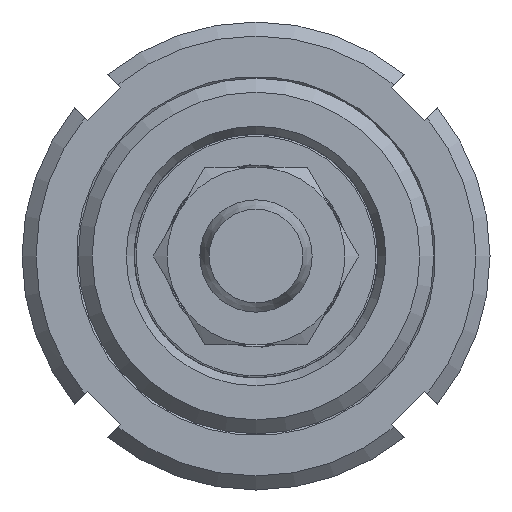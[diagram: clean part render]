
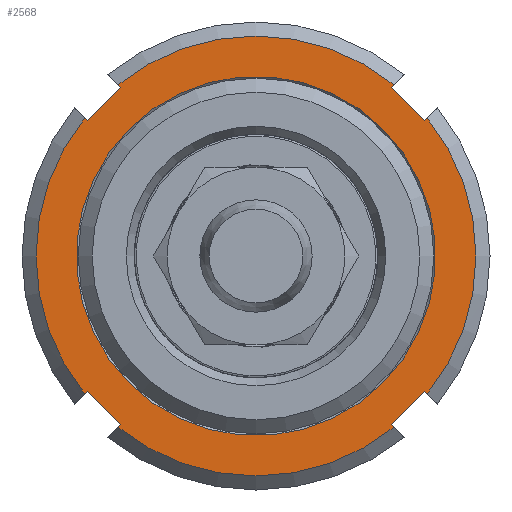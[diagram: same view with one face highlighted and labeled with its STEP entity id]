
A CAD part, front view. The second image highlights one B-rep face of the part: STEP entity #2568.
In plain terms, the highlighted face is planar.
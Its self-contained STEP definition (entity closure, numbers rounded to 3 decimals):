
#214=FACE_BOUND('',#954,.T.);
#311=LINE('',#4578,#413);
#312=LINE('',#4582,#414);
#316=LINE('',#4592,#418);
#321=LINE('',#4603,#423);
#322=LINE('',#4607,#424);
#326=LINE('',#4617,#428);
#331=LINE('',#4628,#433);
#332=LINE('',#4632,#434);
#336=LINE('',#4642,#438);
#344=LINE('',#4680,#446);
#345=LINE('',#4684,#447);
#347=LINE('',#4687,#449);
#413=VECTOR('',#3695,10.);
#414=VECTOR('',#3700,10.);
#418=VECTOR('',#3708,10.);
#423=VECTOR('',#3715,10.);
#424=VECTOR('',#3720,10.);
#428=VECTOR('',#3728,10.);
#433=VECTOR('',#3735,10.);
#434=VECTOR('',#3740,10.);
#438=VECTOR('',#3748,10.);
#446=VECTOR('',#3796,10.);
#447=VECTOR('',#3801,10.);
#449=VECTOR('',#3805,10.);
#515=PLANE('',#3025);
#683=FACE_OUTER_BOUND('',#953,.T.);
#953=EDGE_LOOP('',(#2212,#2213,#2214,#2215,#2216,#2217,#2218,#2219,#2220,
#2221,#2222,#2223,#2224,#2225,#2226,#2227));
#954=EDGE_LOOP('',(#2228));
#1113=CIRCLE('',#3015,23.5);
#1115=CIRCLE('',#3018,23.5);
#1116=CIRCLE('',#3020,23.5);
#1118=CIRCLE('',#3026,23.5);
#1119=CIRCLE('',#3027,19.188);
#1308=VERTEX_POINT('',#4575);
#1309=VERTEX_POINT('',#4577);
#1310=VERTEX_POINT('',#4581);
#1314=VERTEX_POINT('',#4590);
#1318=VERTEX_POINT('',#4600);
#1319=VERTEX_POINT('',#4602);
#1320=VERTEX_POINT('',#4606);
#1324=VERTEX_POINT('',#4615);
#1328=VERTEX_POINT('',#4625);
#1329=VERTEX_POINT('',#4627);
#1330=VERTEX_POINT('',#4631);
#1334=VERTEX_POINT('',#4640);
#1341=VERTEX_POINT('',#4667);
#1343=VERTEX_POINT('',#4677);
#1344=VERTEX_POINT('',#4679);
#1345=VERTEX_POINT('',#4683);
#1346=VERTEX_POINT('',#4690);
#1586=EDGE_CURVE('',#1309,#1308,#311,.T.);
#1588=EDGE_CURVE('',#1308,#1310,#312,.T.);
#1593=EDGE_CURVE('',#1310,#1314,#316,.T.);
#1598=EDGE_CURVE('',#1319,#1318,#321,.T.);
#1600=EDGE_CURVE('',#1318,#1320,#322,.T.);
#1605=EDGE_CURVE('',#1320,#1324,#326,.T.);
#1610=EDGE_CURVE('',#1329,#1328,#331,.T.);
#1612=EDGE_CURVE('',#1328,#1330,#332,.T.);
#1617=EDGE_CURVE('',#1330,#1334,#336,.T.);
#1631=EDGE_CURVE('',#1329,#1341,#1113,.T.);
#1633=EDGE_CURVE('',#1319,#1334,#1115,.T.);
#1634=EDGE_CURVE('',#1309,#1324,#1116,.T.);
#1637=EDGE_CURVE('',#1344,#1343,#344,.T.);
#1639=EDGE_CURVE('',#1343,#1345,#345,.T.);
#1641=EDGE_CURVE('',#1345,#1341,#347,.T.);
#1642=EDGE_CURVE('',#1344,#1314,#1118,.T.);
#1643=EDGE_CURVE('',#1346,#1346,#1119,.T.);
#2212=ORIENTED_EDGE('',*,*,#1593,.T.);
#2213=ORIENTED_EDGE('',*,*,#1642,.F.);
#2214=ORIENTED_EDGE('',*,*,#1637,.T.);
#2215=ORIENTED_EDGE('',*,*,#1639,.T.);
#2216=ORIENTED_EDGE('',*,*,#1641,.T.);
#2217=ORIENTED_EDGE('',*,*,#1631,.F.);
#2218=ORIENTED_EDGE('',*,*,#1610,.T.);
#2219=ORIENTED_EDGE('',*,*,#1612,.T.);
#2220=ORIENTED_EDGE('',*,*,#1617,.T.);
#2221=ORIENTED_EDGE('',*,*,#1633,.F.);
#2222=ORIENTED_EDGE('',*,*,#1598,.T.);
#2223=ORIENTED_EDGE('',*,*,#1600,.T.);
#2224=ORIENTED_EDGE('',*,*,#1605,.T.);
#2225=ORIENTED_EDGE('',*,*,#1634,.F.);
#2226=ORIENTED_EDGE('',*,*,#1586,.T.);
#2227=ORIENTED_EDGE('',*,*,#1588,.T.);
#2228=ORIENTED_EDGE('',*,*,#1643,.F.);
#2568=ADVANCED_FACE('',(#683,#214),#515,.F.);
#3015=AXIS2_PLACEMENT_3D('',#4668,#3780,#3781);
#3018=AXIS2_PLACEMENT_3D('',#4671,#3786,#3787);
#3020=AXIS2_PLACEMENT_3D('',#4673,#3790,#3791);
#3025=AXIS2_PLACEMENT_3D('',#4688,#3806,#3807);
#3026=AXIS2_PLACEMENT_3D('',#4689,#3808,#3809);
#3027=AXIS2_PLACEMENT_3D('',#4691,#3810,#3811);
#3695=DIRECTION('',(-1.,0.,0.));
#3700=DIRECTION('',(0.,1.,0.));
#3708=DIRECTION('',(1.,0.,0.));
#3715=DIRECTION('',(0.,1.,0.));
#3720=DIRECTION('',(1.,0.,0.));
#3728=DIRECTION('',(0.,-1.,0.));
#3735=DIRECTION('',(1.,0.,0.));
#3740=DIRECTION('',(0.,-1.,0.));
#3748=DIRECTION('',(-1.,0.,0.));
#3780=DIRECTION('center_axis',(0.,0.,-1.));
#3781=DIRECTION('ref_axis',(-1.,0.,0.));
#3786=DIRECTION('center_axis',(0.,0.,-1.));
#3787=DIRECTION('ref_axis',(-1.,0.,0.));
#3790=DIRECTION('center_axis',(0.,0.,-1.));
#3791=DIRECTION('ref_axis',(-1.,0.,0.));
#3796=DIRECTION('',(0.,-1.,0.));
#3801=DIRECTION('',(-1.,0.,0.));
#3805=DIRECTION('',(0.,1.,0.));
#3806=DIRECTION('center_axis',(0.,0.,-1.));
#3807=DIRECTION('ref_axis',(-1.,0.,0.));
#3808=DIRECTION('center_axis',(0.,0.,-1.));
#3809=DIRECTION('ref_axis',(-1.,0.,0.));
#3810=DIRECTION('center_axis',(0.,0.,1.));
#3811=DIRECTION('ref_axis',(-1.,0.,0.));
#4575=CARTESIAN_POINT('',(23.,-2.5,8.));
#4577=CARTESIAN_POINT('',(23.367,-2.5,8.));
#4578=CARTESIAN_POINT('',(14.,-2.5,8.));
#4581=CARTESIAN_POINT('',(23.,2.5,8.));
#4582=CARTESIAN_POINT('',(23.,-1.25,8.));
#4590=CARTESIAN_POINT('',(23.367,2.5,8.));
#4592=CARTESIAN_POINT('',(11.5,2.5,8.));
#4600=CARTESIAN_POINT('',(-2.5,-23.,8.));
#4602=CARTESIAN_POINT('',(-2.5,-23.367,8.));
#4603=CARTESIAN_POINT('',(-2.5,-14.,8.));
#4606=CARTESIAN_POINT('',(2.5,-23.,8.));
#4607=CARTESIAN_POINT('',(-1.25,-23.,8.));
#4615=CARTESIAN_POINT('',(2.5,-23.367,8.));
#4617=CARTESIAN_POINT('',(2.5,-11.5,8.));
#4625=CARTESIAN_POINT('',(-23.,2.5,8.));
#4627=CARTESIAN_POINT('',(-23.367,2.5,8.));
#4628=CARTESIAN_POINT('',(-14.,2.5,8.));
#4631=CARTESIAN_POINT('',(-23.,-2.5,8.));
#4632=CARTESIAN_POINT('',(-23.,1.25,8.));
#4640=CARTESIAN_POINT('',(-23.367,-2.5,8.));
#4642=CARTESIAN_POINT('',(-11.5,-2.5,8.));
#4667=CARTESIAN_POINT('',(-2.5,23.367,8.));
#4668=CARTESIAN_POINT('Origin',(0.,0.,8.));
#4671=CARTESIAN_POINT('Origin',(0.,0.,8.));
#4673=CARTESIAN_POINT('Origin',(0.,0.,8.));
#4677=CARTESIAN_POINT('',(2.5,23.,8.));
#4679=CARTESIAN_POINT('',(2.5,23.367,8.));
#4680=CARTESIAN_POINT('',(2.5,14.,8.));
#4683=CARTESIAN_POINT('',(-2.5,23.,8.));
#4684=CARTESIAN_POINT('',(1.25,23.,8.));
#4687=CARTESIAN_POINT('',(-2.5,11.5,8.));
#4688=CARTESIAN_POINT('Origin',(0.,0.,8.));
#4689=CARTESIAN_POINT('Origin',(0.,0.,8.));
#4690=CARTESIAN_POINT('',(19.188,0.,8.));
#4691=CARTESIAN_POINT('Origin',(0.,0.,8.));
